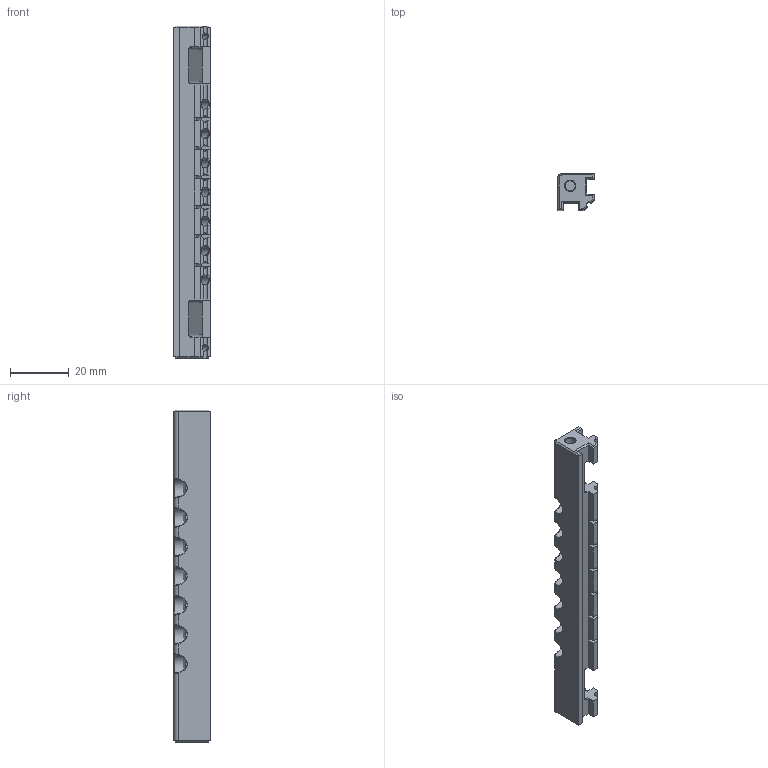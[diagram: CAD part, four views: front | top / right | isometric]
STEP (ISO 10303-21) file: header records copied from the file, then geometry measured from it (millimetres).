
FILE_DESCRIPTION(/* description */ (''),/* implementation_level */ '2;1');
FILE_NAME(/* name */ 'bac Rail 1U v1r1.step',/* time_stamp */ '2024-10-15T09:25:59+02:00',/* author */ (''),/* organization */ (''),/* preprocessor_version */ 'ST-DEVELOPER v20',/* originating_system */ 'Autodesk Translation Framework v13.20.0.188',/* authorisation */ '');
FILE_SCHEMA (('AUTOMOTIVE_DESIGN { 1 0 10303 214 3 1 1 }'));
Length unit declared in the file: millimetre
Products named in the file (2): bac Rail 1U; Rail 1U
Assembly tree (1 placements, depth 2):
  bac Rail 1U
    Rail 1U
Bounding box: 12.5 x 12.5 x 113.5 mm (x, y, z)
Volume: 9801.8 mm3; surface area: 8953.2 mm2
Topology: 1 solids, 1 shells, 333 faces, 925 edges, 585 vertices
Faces by surface type: plane 159, cylinder 82, bspline 70, cone 22
Full cylindrical faces by diameter (mm): 2.529 x2, 2.55 x6, 3.4 x2, 3.5 x7, 6.2 x7
Entity records: 13138 total; most frequent: CARTESIAN_POINT 5120, ORIENTED_EDGE 1850, DIRECTION 1372, EDGE_CURVE 925, VERTEX_POINT 585, LINE 522, VECTOR 522, AXIS2_PLACEMENT_3D 425
